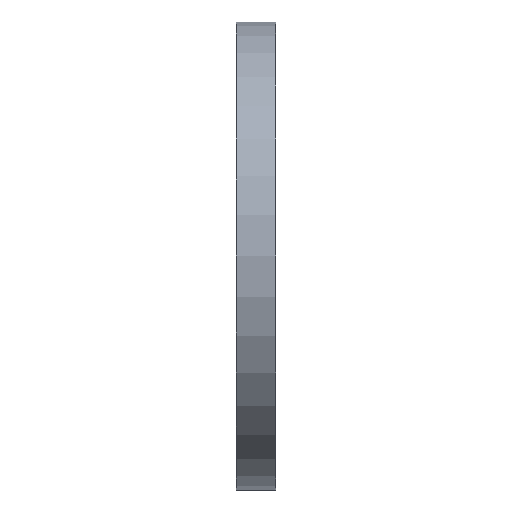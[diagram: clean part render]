
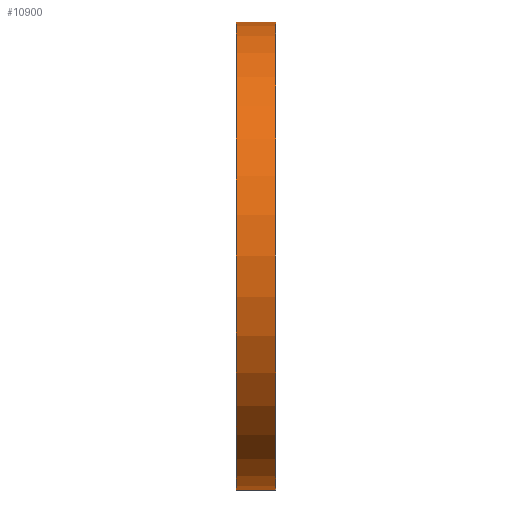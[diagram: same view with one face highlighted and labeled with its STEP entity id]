
A CAD part, left-side view. The second image highlights one B-rep face of the part: STEP entity #10900.
In plain terms, the highlighted cylindrical face has radius 24 mm (diameter 48 mm), a partial arc.
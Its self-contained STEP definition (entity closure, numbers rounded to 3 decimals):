
#163 = VERTEX_POINT ( 'NONE', #12439 ) ;
#559 = CARTESIAN_POINT ( 'NONE',  ( 0., 2., 0. ) ) ;
#944 = CARTESIAN_POINT ( 'NONE',  ( 0., -2., 0. ) ) ;
#1058 = ORIENTED_EDGE ( 'NONE', *, *, #9494, .T. ) ;
#1403 = FACE_OUTER_BOUND ( 'NONE', #2663, .T. ) ;
#1425 = DIRECTION ( 'NONE',  ( 0., -1., 0. ) ) ;
#1449 = AXIS2_PLACEMENT_3D ( 'NONE', #944, #8236, #6086 ) ;
#1464 = AXIS2_PLACEMENT_3D ( 'NONE', #559, #1425, #12121 ) ;
#1512 = ORIENTED_EDGE ( 'NONE', *, *, #8528, .F. ) ;
#2249 = VERTEX_POINT ( 'NONE', #11941 ) ;
#2329 = VERTEX_POINT ( 'NONE', #9196 ) ;
#2663 = EDGE_LOOP ( 'NONE', ( #11604, #1512, #1058, #5623 ) ) ;
#2891 = DIRECTION ( 'NONE',  ( 0., -1., 0. ) ) ;
#3502 = DIRECTION ( 'NONE',  ( 0., 1., 0. ) ) ;
#3632 = DIRECTION ( 'NONE',  ( 0., 0., 1. ) ) ;
#3688 = CIRCLE ( 'NONE', #1449, 24. ) ;
#4031 = LINE ( 'NONE', #9513, #7477 ) ;
#4225 = DIRECTION ( 'NONE',  ( 0., -1., 0. ) ) ;
#4690 = CARTESIAN_POINT ( 'NONE',  ( 0., 2., 0. ) ) ;
#5370 = EDGE_CURVE ( 'NONE', #163, #2329, #3688, .T. ) ;
#5623 = ORIENTED_EDGE ( 'NONE', *, *, #5370, .T. ) ;
#6086 = DIRECTION ( 'NONE',  ( 0., 0., 1. ) ) ;
#6856 = CIRCLE ( 'NONE', #9079, 24. ) ;
#7191 = VECTOR ( 'NONE', #2891, 1000. ) ;
#7477 = VECTOR ( 'NONE', #4225, 1000. ) ;
#8236 = DIRECTION ( 'NONE',  ( 0., 1., 0. ) ) ;
#8528 = EDGE_CURVE ( 'NONE', #10578, #2249, #6856, .T. ) ;
#8835 = CARTESIAN_POINT ( 'NONE',  ( 0., 2., -24. ) ) ;
#9079 = AXIS2_PLACEMENT_3D ( 'NONE', #4690, #3502, #3632 ) ;
#9196 = CARTESIAN_POINT ( 'NONE',  ( 0., -2., 24. ) ) ;
#9357 = CYLINDRICAL_SURFACE ( 'NONE', #1464, 24. ) ;
#9494 = EDGE_CURVE ( 'NONE', #10578, #163, #13114, .T. ) ;
#9513 = CARTESIAN_POINT ( 'NONE',  ( 0., 2., 24. ) ) ;
#10578 = VERTEX_POINT ( 'NONE', #8835 ) ;
#10900 = ADVANCED_FACE ( 'NONE', ( #1403 ), #9357, .T. ) ;
#11424 = CARTESIAN_POINT ( 'NONE',  ( 0., 2., -24. ) ) ;
#11604 = ORIENTED_EDGE ( 'NONE', *, *, #12276, .F. ) ;
#11941 = CARTESIAN_POINT ( 'NONE',  ( 0., 2., 24. ) ) ;
#12121 = DIRECTION ( 'NONE',  ( 0., 0., -1. ) ) ;
#12276 = EDGE_CURVE ( 'NONE', #2249, #2329, #4031, .T. ) ;
#12439 = CARTESIAN_POINT ( 'NONE',  ( 0., -2., -24. ) ) ;
#13114 = LINE ( 'NONE', #11424, #7191 ) ;
